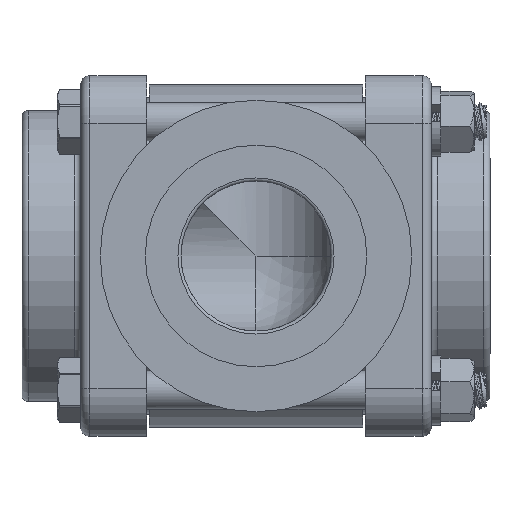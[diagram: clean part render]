
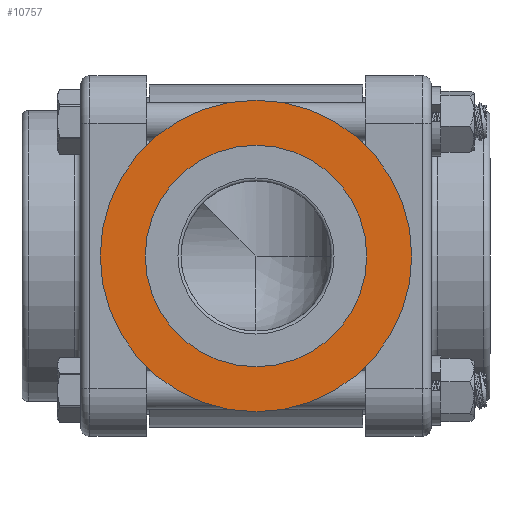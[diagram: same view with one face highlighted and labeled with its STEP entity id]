
A CAD part, front view. The second image highlights one B-rep face of the part: STEP entity #10757.
In plain terms, the highlighted planar face has unit normal (0, -1, 0).
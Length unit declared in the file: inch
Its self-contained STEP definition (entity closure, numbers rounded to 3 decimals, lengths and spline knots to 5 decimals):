
#776=FACE_BOUND('',#3307,.T.);
#861=PLANE('',#11869);
#2635=FACE_OUTER_BOUND('',#3306,.T.);
#3306=EDGE_LOOP('',(#7942,#7943));
#3307=EDGE_LOOP('',(#7944,#7945));
#4025=CIRCLE('',#11870,1.537);
#4026=CIRCLE('',#11871,1.537);
#4027=CIRCLE('',#11872,1.0925);
#4028=CIRCLE('',#11873,1.0925);
#4717=VERTEX_POINT('',#17745);
#4718=VERTEX_POINT('',#17746);
#4719=VERTEX_POINT('',#17749);
#4720=VERTEX_POINT('',#17750);
#5931=EDGE_CURVE('',#4717,#4718,#4025,.T.);
#5932=EDGE_CURVE('',#4718,#4717,#4026,.T.);
#5933=EDGE_CURVE('',#4719,#4720,#4027,.T.);
#5934=EDGE_CURVE('',#4720,#4719,#4028,.T.);
#7942=ORIENTED_EDGE('',*,*,#5931,.F.);
#7943=ORIENTED_EDGE('',*,*,#5932,.F.);
#7944=ORIENTED_EDGE('',*,*,#5933,.T.);
#7945=ORIENTED_EDGE('',*,*,#5934,.T.);
#10757=ADVANCED_FACE('',(#2635,#776),#861,.T.);
#11869=AXIS2_PLACEMENT_3D('',#17744,#13613,#13614);
#11870=AXIS2_PLACEMENT_3D('',#17747,#13615,#13616);
#11871=AXIS2_PLACEMENT_3D('',#17748,#13617,#13618);
#11872=AXIS2_PLACEMENT_3D('',#17751,#13619,#13620);
#11873=AXIS2_PLACEMENT_3D('',#17752,#13621,#13622);
#13613=DIRECTION('center_axis',(0.,-1.,0.));
#13614=DIRECTION('ref_axis',(0.,0.,-1.));
#13615=DIRECTION('center_axis',(0.,1.,0.));
#13616=DIRECTION('ref_axis',(1.,0.,0.));
#13617=DIRECTION('center_axis',(0.,1.,0.));
#13618=DIRECTION('ref_axis',(1.,0.,0.));
#13619=DIRECTION('center_axis',(0.,1.,0.));
#13620=DIRECTION('ref_axis',(1.,0.,0.));
#13621=DIRECTION('center_axis',(0.,1.,0.));
#13622=DIRECTION('ref_axis',(1.,0.,0.));
#17744=CARTESIAN_POINT('Origin',(0.,-2.945,1.537));
#17745=CARTESIAN_POINT('',(0.,-2.945,1.537));
#17746=CARTESIAN_POINT('',(0.,-2.945,-1.537));
#17747=CARTESIAN_POINT('Origin',(0.,-2.945,0.));
#17748=CARTESIAN_POINT('Origin',(0.,-2.945,0.));
#17749=CARTESIAN_POINT('',(0.,-2.945,1.0925));
#17750=CARTESIAN_POINT('',(0.,-2.945,-1.0925));
#17751=CARTESIAN_POINT('Origin',(0.,-2.945,0.));
#17752=CARTESIAN_POINT('Origin',(0.,-2.945,0.));
